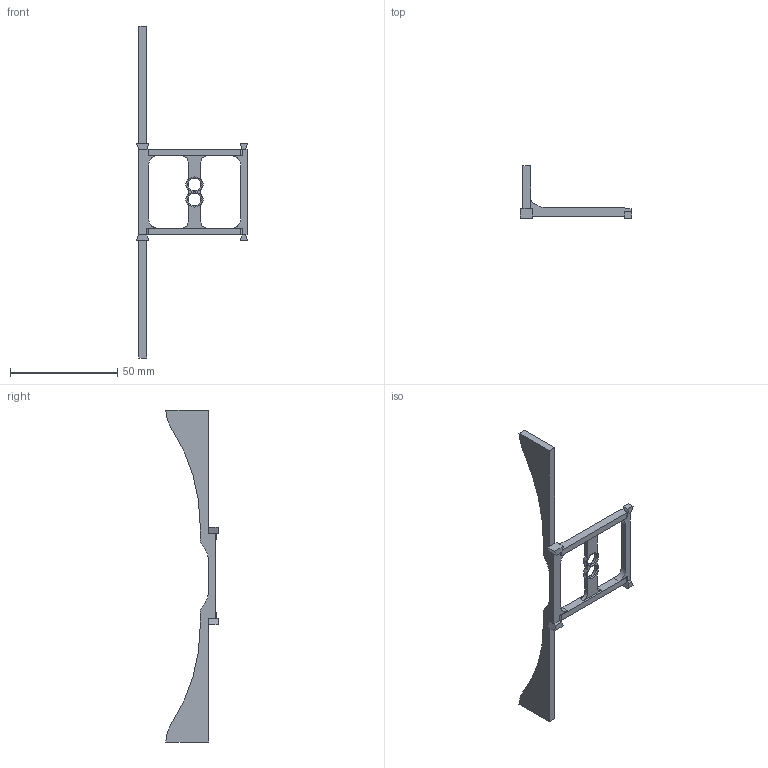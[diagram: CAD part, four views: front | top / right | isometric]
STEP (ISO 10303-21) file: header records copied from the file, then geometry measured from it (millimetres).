
FILE_DESCRIPTION(/* description */ (''),/* implementation_level */ '2;1');
FILE_NAME(/* name */ '976c26a5-443c-4fe4-8e8a-5a9cfff178b9.stp',/* time_stamp */ '2019-01-08T13:47:47+00:00',/* author */ (''),/* organization */ (''),/* preprocessor_version */ 'ST-DEVELOPER v17.2',/* originating_system */ 'Autodesk Translation Framework v7.6.0.251',/* authorisation */ '');
FILE_SCHEMA (('AUTOMOTIVE_DESIGN { 1 0 10303 214 3 1 1 }'));
Length unit declared in the file: millimetre
Products named in the file (1): Simulation Model 1
Bounding box: 51.8 x 24.5 x 154.9 mm (x, y, z)
Volume: 6749.7 mm3; surface area: 6340.3 mm2
Topology: 1 solids, 1 shells, 104 faces, 300 edges, 194 vertices
Faces by surface type: plane 63, cylinder 35, torus 4, bspline 2
Full cylindrical faces by diameter (mm): 6 x2
Entity records: 3592 total; most frequent: CARTESIAN_POINT 772, ORIENTED_EDGE 600, DIRECTION 569, EDGE_CURVE 300, LINE 209, VECTOR 209, VERTEX_POINT 194, AXIS2_PLACEMENT_3D 180
